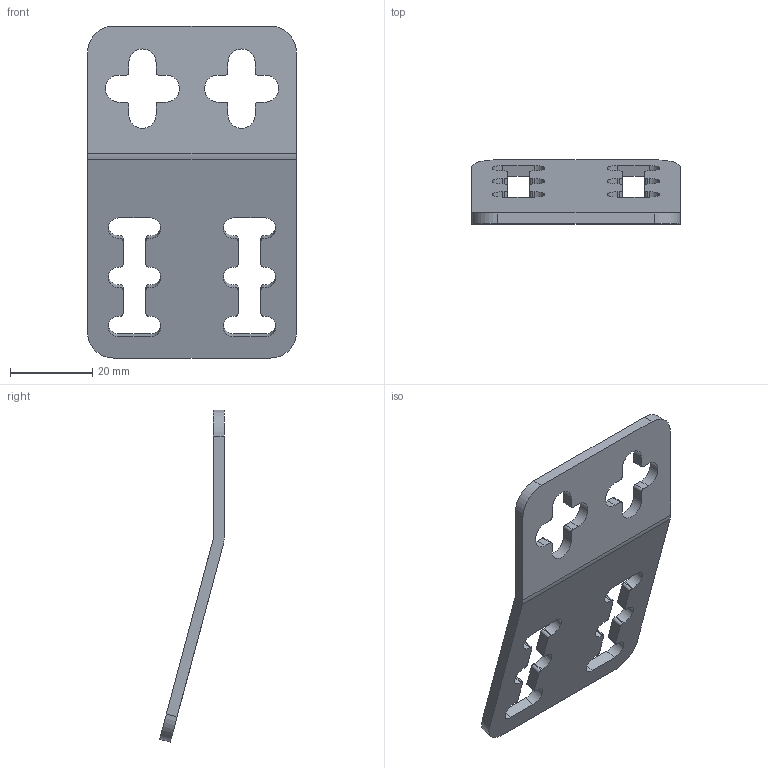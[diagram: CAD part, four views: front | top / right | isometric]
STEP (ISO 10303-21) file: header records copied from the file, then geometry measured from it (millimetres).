
FILE_DESCRIPTION((''),'2;1');
FILE_NAME('141778_SW','2008-08-08T',('banengservice'),('BANNER ENGINEERING'),'PRO/ENGINEER BY PARAMETRIC TECHNOLOGY CORPORATION, 2006170','PRO/ENGINEER BY PARAMETRIC TECHNOLOGY CORPORATION, 2006170','');
FILE_SCHEMA(('CONFIG_CONTROL_DESIGN'));
Length unit declared in the file: inch
Products named in the file (1): 141778_SW
Bounding box: 50.8 x 15.72 x 80.82 mm (x, y, z)
Volume: 8655.8 mm3; surface area: 8030.9 mm2
Topology: 1 solids, 1 shells, 102 faces, 300 edges, 200 vertices
Faces by surface type: plane 52, cylinder 50
Entity records: 3480 total; most frequent: DIRECTION 604, CARTESIAN_POINT 602, ORIENTED_EDGE 600, EDGE_CURVE 300, AXIS2_PLACEMENT_3D 202, VECTOR 200, LINE 200, VERTEX_POINT 200
